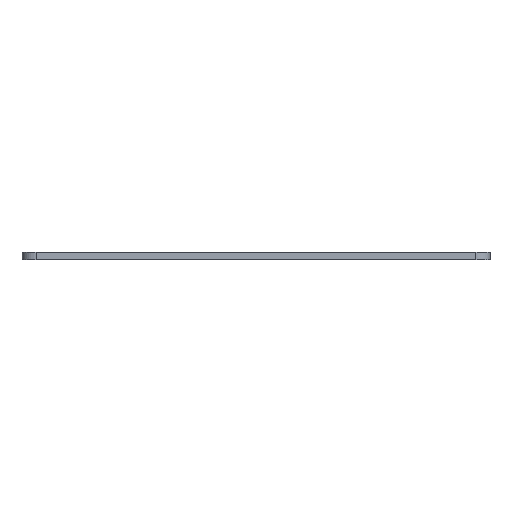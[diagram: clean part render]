
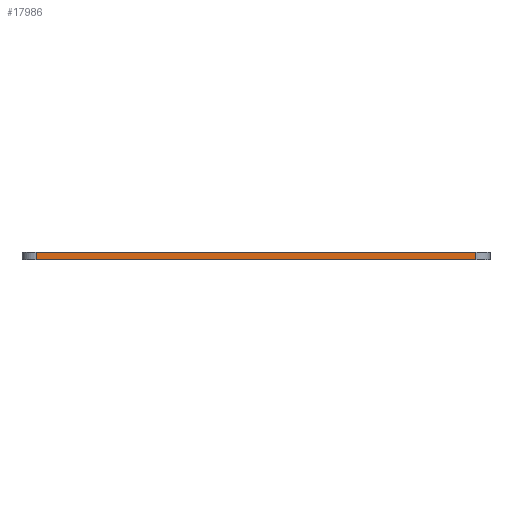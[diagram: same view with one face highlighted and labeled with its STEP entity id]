
A CAD part, front view. The second image highlights one B-rep face of the part: STEP entity #17986.
In plain terms, the highlighted planar face has unit normal (0, -1, 0).
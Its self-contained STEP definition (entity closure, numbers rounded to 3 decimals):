
#938=FACE_OUTER_BOUND('',#1848,.T.);
#1848=EDGE_LOOP('',(#16257,#16258,#16259,#16260));
#4362=LINE('',#28169,#6900);
#4375=LINE('',#28214,#6913);
#4386=LINE('',#28244,#6924);
#4388=LINE('',#28247,#6926);
#6900=VECTOR('',#23058,10.);
#6913=VECTOR('',#23091,10.);
#6924=VECTOR('',#23122,10.);
#6926=VECTOR('',#23126,10.);
#8606=VERTEX_POINT('',#28166);
#8607=VERTEX_POINT('',#28168);
#8628=VERTEX_POINT('',#28211);
#8629=VERTEX_POINT('',#28213);
#11144=EDGE_CURVE('',#8607,#8606,#4362,.T.);
#11166=EDGE_CURVE('',#8629,#8628,#4375,.T.);
#11182=EDGE_CURVE('',#8629,#8606,#4386,.T.);
#11184=EDGE_CURVE('',#8607,#8628,#4388,.T.);
#16257=ORIENTED_EDGE('',*,*,#11182,.F.);
#16258=ORIENTED_EDGE('',*,*,#11166,.T.);
#16259=ORIENTED_EDGE('',*,*,#11184,.F.);
#16260=ORIENTED_EDGE('',*,*,#11144,.T.);
#17138=PLANE('',#18868);
#17986=ADVANCED_FACE('',(#938),#17138,.T.);
#18868=AXIS2_PLACEMENT_3D('',#28246,#23124,#23125);
#23058=DIRECTION('',(-1.,0.,0.));
#23091=DIRECTION('',(1.,0.,0.));
#23122=DIRECTION('',(0.,0.,1.));
#23124=DIRECTION('center_axis',(0.,-1.,0.));
#23125=DIRECTION('ref_axis',(0.,0.,-1.));
#23126=DIRECTION('',(0.,0.,-1.));
#28166=CARTESIAN_POINT('',(-90.731,-89.125,-8.759));
#28168=CARTESIAN_POINT('',(97.269,-89.125,-8.759));
#28169=CARTESIAN_POINT('',(62.16,-89.125,-8.759));
#28211=CARTESIAN_POINT('',(97.269,-89.125,-11.759));
#28213=CARTESIAN_POINT('',(-90.731,-89.125,-11.759));
#28214=CARTESIAN_POINT('',(-61.169,-89.125,-11.759));
#28244=CARTESIAN_POINT('',(-90.731,-89.125,-8.759));
#28246=CARTESIAN_POINT('Origin',(103.269,-89.125,-8.759));
#28247=CARTESIAN_POINT('',(97.269,-89.125,-8.759));
